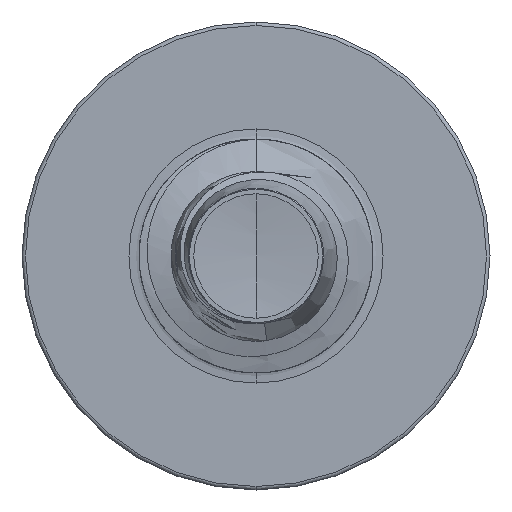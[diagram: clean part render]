
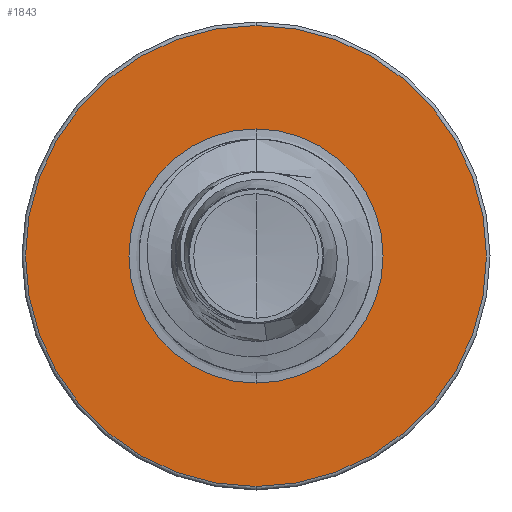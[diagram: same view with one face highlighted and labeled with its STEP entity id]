
A CAD part, front view. The second image highlights one B-rep face of the part: STEP entity #1843.
In plain terms, the highlighted planar face has unit normal (0, -1, 0).
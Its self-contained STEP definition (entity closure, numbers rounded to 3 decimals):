
#534 = EDGE_CURVE ( 'NONE', #3178, #8068, #4003, .T. ) ;
#1135 = FACE_BOUND ( 'NONE', #20141, .T. ) ;
#1436 = VERTEX_POINT ( 'NONE', #6121 ) ;
#1843 = ADVANCED_FACE ( 'NONE', ( #20938, #1135 ), #4224, .F. ) ;
#2280 = DIRECTION ( 'NONE',  ( 0., 0., 1. ) ) ;
#2307 = DIRECTION ( 'NONE',  ( 0., 1., 0. ) ) ;
#2338 = DIRECTION ( 'NONE',  ( 0., 1., 0. ) ) ;
#2416 = EDGE_CURVE ( 'NONE', #1436, #12351, #9741, .T. ) ;
#2462 = CARTESIAN_POINT ( 'NONE',  ( 0., 10., -1.086 ) ) ;
#2873 = CARTESIAN_POINT ( 'NONE',  ( 0., 10., 0. ) ) ;
#2896 = AXIS2_PLACEMENT_3D ( 'NONE', #13317, #2338, #15110 ) ;
#2976 = DIRECTION ( 'NONE',  ( 0., 1., 0. ) ) ;
#3178 = VERTEX_POINT ( 'NONE', #20807 ) ;
#3239 = EDGE_CURVE ( 'NONE', #8068, #3178, #9159, .T. ) ;
#4003 = CIRCLE ( 'NONE', #20755, 1.086 ) ;
#4224 = PLANE ( 'NONE',  #20310 ) ;
#4730 = DIRECTION ( 'NONE',  ( 0., 0., 1. ) ) ;
#5733 = ORIENTED_EDGE ( 'NONE', *, *, #8700, .F. ) ;
#6087 = DIRECTION ( 'NONE',  ( 0., 0., 1. ) ) ;
#6121 = CARTESIAN_POINT ( 'NONE',  ( 0., 10., -1.97 ) ) ;
#6948 = CARTESIAN_POINT ( 'NONE',  ( 0., 10., 0. ) ) ;
#8068 = VERTEX_POINT ( 'NONE', #15504 ) ;
#8700 = EDGE_CURVE ( 'NONE', #12351, #1436, #20361, .T. ) ;
#9159 = CIRCLE ( 'NONE', #13945, 1.086 ) ;
#9741 = CIRCLE ( 'NONE', #2896, 1.97 ) ;
#11423 = ORIENTED_EDGE ( 'NONE', *, *, #3239, .T. ) ;
#11694 = DIRECTION ( 'NONE',  ( 0., 1., 0. ) ) ;
#12351 = VERTEX_POINT ( 'NONE', #19532 ) ;
#12697 = ORIENTED_EDGE ( 'NONE', *, *, #534, .T. ) ;
#13317 = CARTESIAN_POINT ( 'NONE',  ( 0., 10., 0. ) ) ;
#13944 = CARTESIAN_POINT ( 'NONE',  ( 0., 10., 0. ) ) ;
#13945 = AXIS2_PLACEMENT_3D ( 'NONE', #2873, #15634, #4730 ) ;
#14261 = AXIS2_PLACEMENT_3D ( 'NONE', #13944, #2976, #15734 ) ;
#15110 = DIRECTION ( 'NONE',  ( 0., 0., 1. ) ) ;
#15504 = CARTESIAN_POINT ( 'NONE',  ( 0., 10., 1.086 ) ) ;
#15634 = DIRECTION ( 'NONE',  ( 0., 1., 0. ) ) ;
#15734 = DIRECTION ( 'NONE',  ( 0., 0., 1. ) ) ;
#17417 = EDGE_LOOP ( 'NONE', ( #5733, #18158 ) ) ;
#18158 = ORIENTED_EDGE ( 'NONE', *, *, #2416, .F. ) ;
#19532 = CARTESIAN_POINT ( 'NONE',  ( 0., 10., 1.97 ) ) ;
#20141 = EDGE_LOOP ( 'NONE', ( #11423, #12697 ) ) ;
#20310 = AXIS2_PLACEMENT_3D ( 'NONE', #2462, #2307, #2280 ) ;
#20361 = CIRCLE ( 'NONE', #14261, 1.97 ) ;
#20755 = AXIS2_PLACEMENT_3D ( 'NONE', #6948, #11694, #6087 ) ;
#20807 = CARTESIAN_POINT ( 'NONE',  ( 0., 10., -1.086 ) ) ;
#20938 = FACE_OUTER_BOUND ( 'NONE', #17417, .T. ) ;
